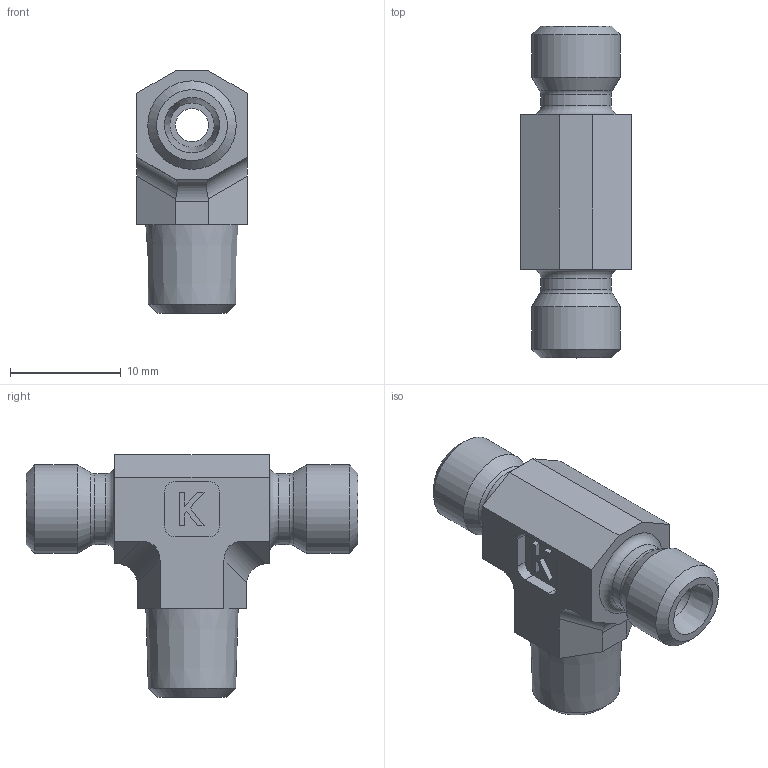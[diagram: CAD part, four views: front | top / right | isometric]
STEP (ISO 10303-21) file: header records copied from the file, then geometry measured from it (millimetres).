
FILE_DESCRIPTION((''),'2;1');
FILE_NAME('26001040808.stp','2014-08-22T14:38:08',(''),('KNOMI spol. s r. o.'),'Autodesk Inventor 2012','Autodesk Inventor 2012','');
FILE_SCHEMA(('AUTOMOTIVE_DESIGN { 1 2 10303 214 0 1 1 1 }'));
Length unit declared in the file: millimetre
Products named in the file (1): THCM1 4LLMkuž M8x1K/M8x1
Bounding box: 10 x 30 x 21.91 mm (x, y, z)
Volume: 2236.2 mm3; surface area: 1833.9 mm2
Topology: 1 solids, 1 shells, 76 faces, 195 edges, 127 vertices
Faces by surface type: plane 43, cylinder 18, cone 11, torus 4
Full cylindrical faces by diameter (mm): 3 x1, 3.5 x1, 4 x2, 6.4 x2, 8 x2
Entity records: 2218 total; most frequent: CARTESIAN_POINT 435, DIRECTION 368, ORIENTED_EDGE 330, EDGE_CURVE 165, AXIS2_PLACEMENT_3D 130, VERTEX_POINT 119, EDGE_LOOP 108, VECTOR 108
